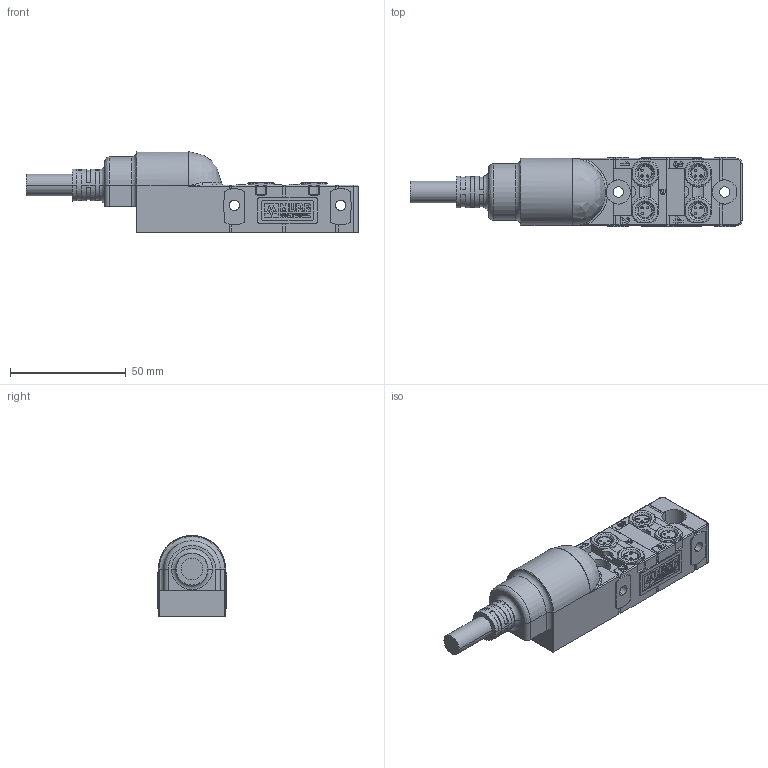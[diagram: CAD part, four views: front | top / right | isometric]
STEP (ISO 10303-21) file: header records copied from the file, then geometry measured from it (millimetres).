
FILE_DESCRIPTION (( 'STEP AP203' ), '1' );
FILE_NAME ('8000-84011-3370500.step', '2020-08-19T12:56:00', ( '' ), ( '' ), 'SwSTEP 2.0', 'SolidWorks 2019', '' );
FILE_SCHEMA (( 'CONFIG_CONTROL_DESIGN' ));
Length unit declared in the file: inch
Products named in the file (1): 8000-84011-3370500
Bounding box: 143.6 x 30 x 35 mm (x, y, z)
Volume: 74056.7 mm3; surface area: 16562.3 mm2
Topology: 1 solids, 1 shells, 971 faces, 2591 edges, 1690 vertices
Faces by surface type: plane 581, cylinder 285, bspline 51, cone 28, torus 26
Entity records: 31311 total; most frequent: CARTESIAN_POINT 7179, ORIENTED_EDGE 5178, DIRECTION 4773, EDGE_CURVE 2589, VECTOR 1731, LINE 1731, VERTEX_POINT 1690, AXIS2_PLACEMENT_3D 1521
